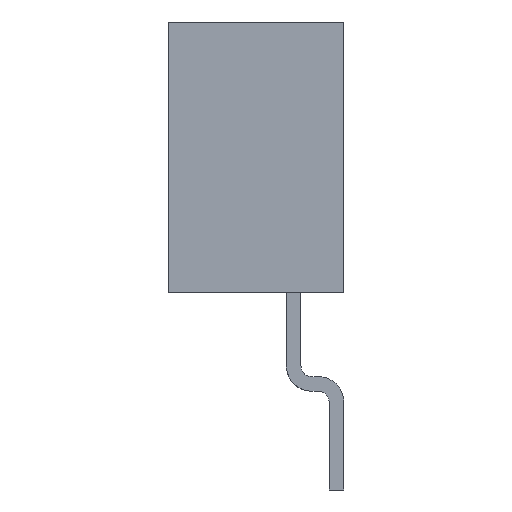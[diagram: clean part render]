
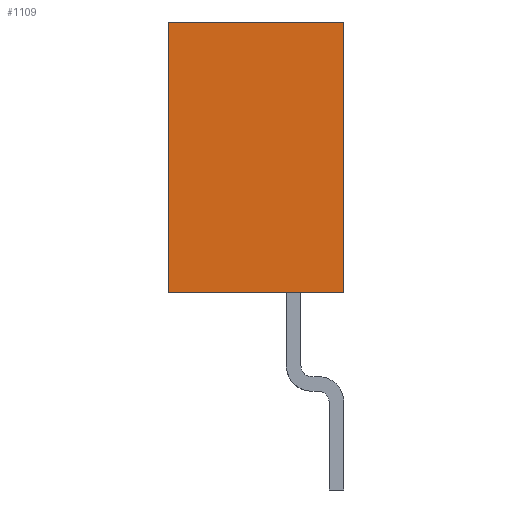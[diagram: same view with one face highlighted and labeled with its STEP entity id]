
A CAD part, left-side view. The second image highlights one B-rep face of the part: STEP entity #1109.
In plain terms, the highlighted planar face has unit normal (-1, 0, 0).
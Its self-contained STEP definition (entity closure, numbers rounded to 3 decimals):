
#97=CARTESIAN_POINT('',(-10.4,1.2,1.85));
#98=VERTEX_POINT('',#97);
#108=CARTESIAN_POINT('',(-10.4,-1.2,1.85));
#109=VERTEX_POINT('',#108);
#110=CARTESIAN_POINT('',(-10.4,1.2,1.85));
#111=CARTESIAN_POINT('',(-10.4,0.72,1.85));
#112=CARTESIAN_POINT('',(-10.4,0.24,1.85));
#113=CARTESIAN_POINT('',(-10.4,-0.24,1.85));
#114=CARTESIAN_POINT('',(-10.4,-0.72,1.85));
#115=CARTESIAN_POINT('',(-10.4,-1.2,1.85));
#116=B_SPLINE_CURVE_WITH_KNOTS('',5,(#110,#111,#112,#113,#114,#115),.UNSPECIFIED.,.F.,.U.,(6,6),(0.,2.4),.UNSPECIFIED.);
#117=EDGE_CURVE('',#98,#109,#116,.T.);
#1051=CARTESIAN_POINT('',(-10.4,0.,-0.06));
#1052=DIRECTION('',(0.,0.,1.));
#1053=DIRECTION('',(-1.,0.,0.));
#1054=AXIS2_PLACEMENT_3D('',#1051,#1053,#1052);
#1055=PLANE('',#1054);
#1056=CARTESIAN_POINT('',(-10.4,1.2,-1.85));
#1057=VERTEX_POINT('',#1056);
#1058=CARTESIAN_POINT('',(-10.4,0.925,-1.85));
#1059=VERTEX_POINT('',#1058);
#1060=CARTESIAN_POINT('',(-10.4,1.2,-1.85));
#1061=CARTESIAN_POINT('',(-10.4,1.145,-1.85));
#1062=CARTESIAN_POINT('',(-10.4,1.09,-1.85));
#1063=CARTESIAN_POINT('',(-10.4,1.035,-1.85));
#1064=CARTESIAN_POINT('',(-10.4,0.98,-1.85));
#1065=CARTESIAN_POINT('',(-10.4,0.925,-1.85));
#1066=B_SPLINE_CURVE_WITH_KNOTS('',5,(#1060,#1061,#1062,#1063,#1064,#1065),.UNSPECIFIED.,.F.,.U.,(6,6),(0.,0.275),.UNSPECIFIED.);
#1067=EDGE_CURVE('',#1057,#1059,#1066,.T.);
#1068=ORIENTED_EDGE('',*,*,#1067,.T.);
#1069=CARTESIAN_POINT('',(-10.4,-0.925,-1.85));
#1070=VERTEX_POINT('',#1069);
#1071=CARTESIAN_POINT('',(-10.4,0.925,-1.85));
#1072=DIRECTION('',(0.,-1.,0.));
#1073=VECTOR('',#1072,1.85);
#1074=LINE('',#1071,#1073);
#1075=EDGE_CURVE('',#1059,#1070,#1074,.T.);
#1076=ORIENTED_EDGE('',*,*,#1075,.T.);
#1077=CARTESIAN_POINT('',(-10.4,-1.2,-1.85));
#1078=VERTEX_POINT('',#1077);
#1079=CARTESIAN_POINT('',(-10.4,-1.2,-1.85));
#1080=CARTESIAN_POINT('',(-10.4,-1.145,-1.85));
#1081=CARTESIAN_POINT('',(-10.4,-1.09,-1.85));
#1082=CARTESIAN_POINT('',(-10.4,-1.035,-1.85));
#1083=CARTESIAN_POINT('',(-10.4,-0.98,-1.85));
#1084=CARTESIAN_POINT('',(-10.4,-0.925,-1.85));
#1085=B_SPLINE_CURVE_WITH_KNOTS('',5,(#1079,#1080,#1081,#1082,#1083,#1084),.UNSPECIFIED.,.F.,.U.,(6,6),(0.,0.275),.UNSPECIFIED.);
#1086=EDGE_CURVE('',#1078,#1070,#1085,.T.);
#1087=ORIENTED_EDGE('',*,*,#1086,.F.);
#1088=CARTESIAN_POINT('',(-10.4,-1.2,-1.85));
#1089=CARTESIAN_POINT('',(-10.4,-1.2,-1.11));
#1090=CARTESIAN_POINT('',(-10.4,-1.2,-0.37));
#1091=CARTESIAN_POINT('',(-10.4,-1.2,0.37));
#1092=CARTESIAN_POINT('',(-10.4,-1.2,1.11));
#1093=CARTESIAN_POINT('',(-10.4,-1.2,1.85));
#1094=B_SPLINE_CURVE_WITH_KNOTS('',5,(#1088,#1089,#1090,#1091,#1092,#1093),.UNSPECIFIED.,.F.,.U.,(6,6),(0.,3.7),.UNSPECIFIED.);
#1095=EDGE_CURVE('',#1078,#109,#1094,.T.);
#1096=ORIENTED_EDGE('',*,*,#1095,.T.);
#1097=ORIENTED_EDGE('',*,*,#117,.F.);
#1098=CARTESIAN_POINT('',(-10.4,1.2,1.85));
#1099=CARTESIAN_POINT('',(-10.4,1.2,1.11));
#1100=CARTESIAN_POINT('',(-10.4,1.2,0.37));
#1101=CARTESIAN_POINT('',(-10.4,1.2,-0.37));
#1102=CARTESIAN_POINT('',(-10.4,1.2,-1.11));
#1103=CARTESIAN_POINT('',(-10.4,1.2,-1.85));
#1104=B_SPLINE_CURVE_WITH_KNOTS('',5,(#1098,#1099,#1100,#1101,#1102,#1103),.UNSPECIFIED.,.F.,.U.,(6,6),(0.,3.7),.UNSPECIFIED.);
#1105=EDGE_CURVE('',#98,#1057,#1104,.T.);
#1106=ORIENTED_EDGE('',*,*,#1105,.T.);
#1107=EDGE_LOOP('',(#1068,#1076,#1087,#1096,#1097,#1106));
#1108=FACE_OUTER_BOUND('',#1107,.T.);
#1109=ADVANCED_FACE('',(#1108),#1055,.T.);
